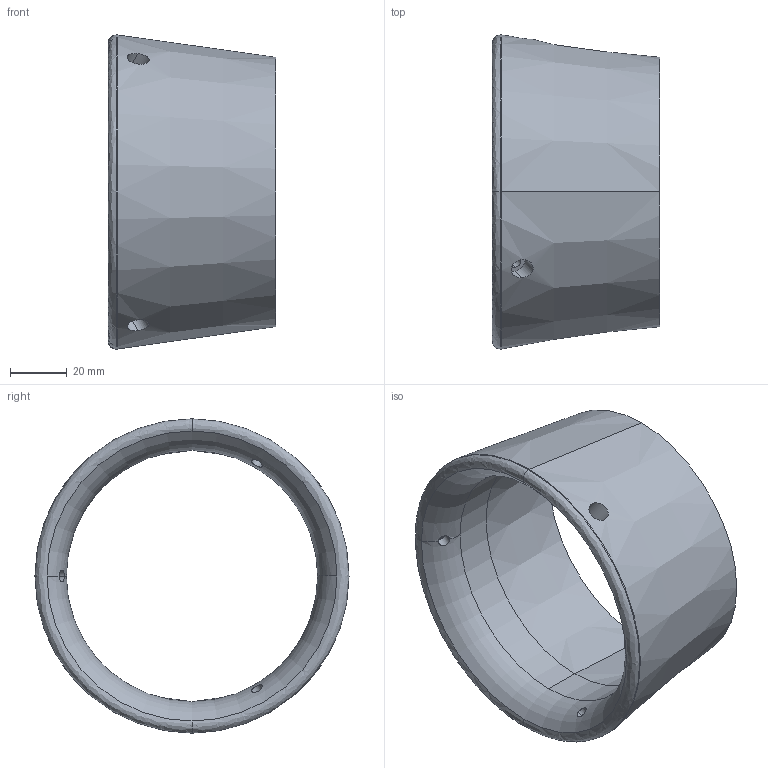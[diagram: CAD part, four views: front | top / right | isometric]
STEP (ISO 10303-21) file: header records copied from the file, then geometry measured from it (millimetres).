
FILE_DESCRIPTION (( 'STEP AP203' ), '1' );
FILE_NAME ('Main_Prop_Nozzle_Default_sldprt.STEP', '2020-08-14T00:47:49', ( '' ), ( '' ), 'SwSTEP 2.0', 'SolidWorks 2017', '' );
FILE_SCHEMA (( 'CONFIG_CONTROL_DESIGN' ));
Length unit declared in the file: millimetre
Products named in the file (1): Main_Prop_Nozzle_Default_sldprt
Bounding box: 59.27 x 111.12 x 111.12 mm (x, y, z)
Volume: 114921.7 mm3; surface area: 38886.9 mm2
Topology: 1 solids, 1 shells, 28 faces, 67 edges, 42 vertices
Faces by surface type: cylinder 14, cone 4, bspline 4, plane 4, torus 2
Entity records: 1305 total; most frequent: CARTESIAN_POINT 582, DIRECTION 134, ORIENTED_EDGE 134, EDGE_CURVE 67, AXIS2_PLACEMENT_3D 58, VERTEX_POINT 42, EDGE_LOOP 37, CIRCLE 33
